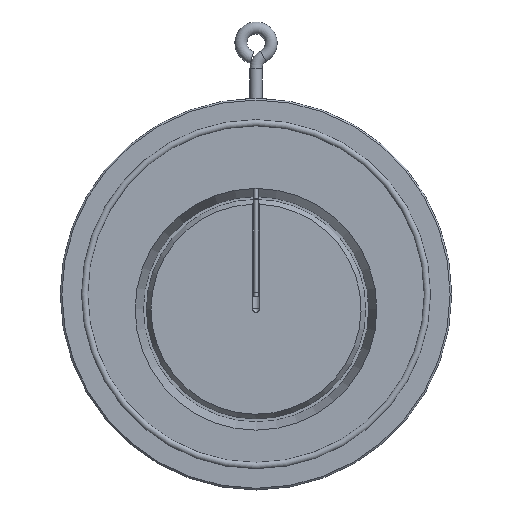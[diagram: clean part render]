
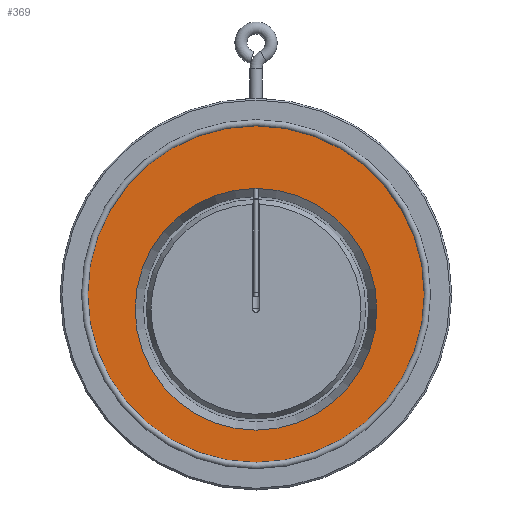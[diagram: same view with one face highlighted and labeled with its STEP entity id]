
A CAD part, top view. The second image highlights one B-rep face of the part: STEP entity #369.
In plain terms, the highlighted planar face has unit normal (0, 0, 1).
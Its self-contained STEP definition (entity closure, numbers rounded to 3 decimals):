
#5 = VERTEX_POINT ( 'NONE', #378 ) ;
#28 = AXIS2_PLACEMENT_3D ( 'NONE', #298, #166, #377 ) ;
#65 = FACE_BOUND ( 'NONE', #75, .T. ) ;
#75 = EDGE_LOOP ( 'NONE', ( #593 ) ) ;
#77 = VERTEX_POINT ( 'NONE', #458 ) ;
#105 = AXIS2_PLACEMENT_3D ( 'NONE', #242, #592, #808 ) ;
#111 = EDGE_LOOP ( 'NONE', ( #344 ) ) ;
#154 = EDGE_CURVE ( 'NONE', #77, #77, #832, .T. ) ;
#166 = DIRECTION ( 'NONE',  ( 0., 0., -1. ) ) ;
#242 = CARTESIAN_POINT ( 'NONE',  ( 0., 0., 0. ) ) ;
#298 = CARTESIAN_POINT ( 'NONE',  ( 0., 0., 0. ) ) ;
#344 = ORIENTED_EDGE ( 'NONE', *, *, #154, .F. ) ;
#355 = DIRECTION ( 'NONE',  ( 0., 0., 1. ) ) ;
#369 = ADVANCED_FACE ( 'NONE', ( #65, #596 ), #865, .T. ) ;
#377 = DIRECTION ( 'NONE',  ( -1., 0., 0. ) ) ;
#378 = CARTESIAN_POINT ( 'NONE',  ( 0., -67.54, 0. ) ) ;
#443 = AXIS2_PLACEMENT_3D ( 'NONE', #691, #355, #800 ) ;
#458 = CARTESIAN_POINT ( 'NONE',  ( -83.62, 0., 0. ) ) ;
#566 = CIRCLE ( 'NONE', #443, 60.04 ) ;
#592 = DIRECTION ( 'NONE',  ( 0., 0., 1. ) ) ;
#593 = ORIENTED_EDGE ( 'NONE', *, *, #850, .F. ) ;
#596 = FACE_OUTER_BOUND ( 'NONE', #111, .T. ) ;
#691 = CARTESIAN_POINT ( 'NONE',  ( 0., -7.5, 0. ) ) ;
#800 = DIRECTION ( 'NONE',  ( 0., -1., 0. ) ) ;
#808 = DIRECTION ( 'NONE',  ( 1., 0., 0. ) ) ;
#832 = CIRCLE ( 'NONE', #28, 83.62 ) ;
#850 = EDGE_CURVE ( 'NONE', #5, #5, #566, .T. ) ;
#865 = PLANE ( 'NONE',  #105 ) ;
